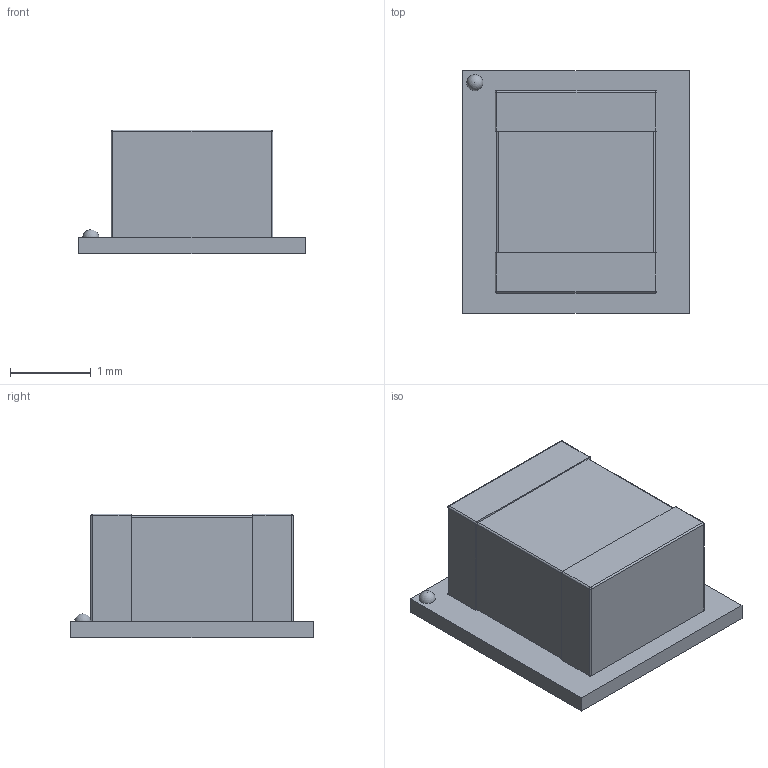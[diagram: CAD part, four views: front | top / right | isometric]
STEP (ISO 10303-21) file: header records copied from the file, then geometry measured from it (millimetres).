
FILE_DESCRIPTION(/* description */ (''),/* implementation_level */ '2;1');
FILE_NAME(/* name */ 'SIL0008D.step',/* time_stamp */ '2023-12-11T17:56:20+08:00',/* author */ (''),/* organization */ (''),/* preprocessor_version */ 'ST-DEVELOPER v19.2',/* originating_system */ 'Autodesk Translation Framework v12.6.0.85',/* authorisation */ '');
FILE_SCHEMA (('AUTOMOTIVE_DESIGN { 1 0 10303 214 3 1 1 }'));
Length unit declared in the file: millimetre
Products named in the file (1): SIL0008D
Bounding box: 2.8 x 3 x 1.53 mm (x, y, z)
Volume: 8.2 mm3; surface area: 31.1 mm2
Topology: 1 solids, 1 shells, 36 faces, 87 edges, 54 vertices
Faces by surface type: plane 19, cylinder 12, sphere 5
Entity records: 1120 total; most frequent: DIRECTION 186, CARTESIAN_POINT 177, ORIENTED_EDGE 172, EDGE_CURVE 86, AXIS2_PLACEMENT_3D 63, LINE 60, VECTOR 60, VERTEX_POINT 54
